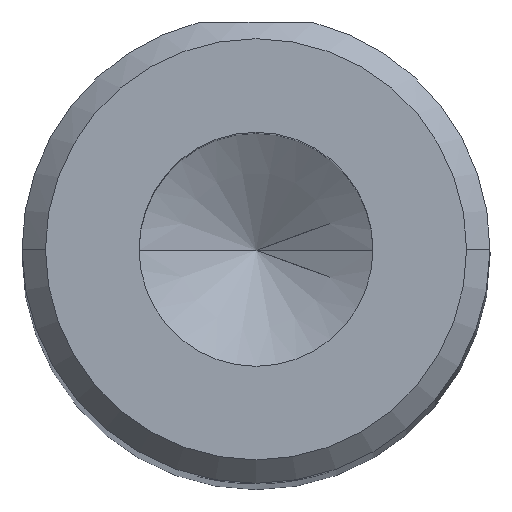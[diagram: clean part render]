
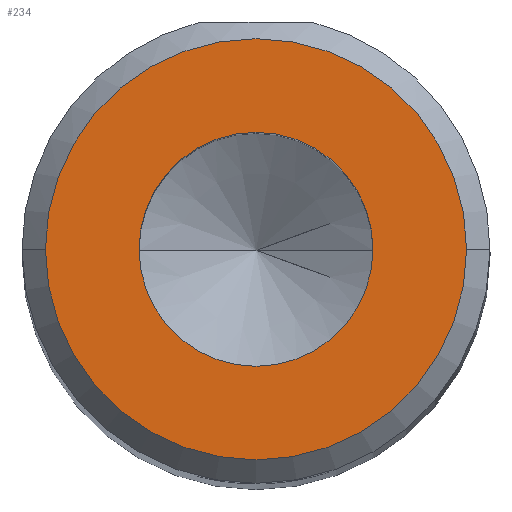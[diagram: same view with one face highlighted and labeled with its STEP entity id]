
A CAD part, top view. The second image highlights one B-rep face of the part: STEP entity #234.
In plain terms, the highlighted planar face has unit normal (0, 0, 1).
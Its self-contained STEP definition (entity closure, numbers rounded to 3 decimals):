
#146 = AXIS2_PLACEMENT_3D ( 'NONE', #945, #385, #1050 ) ;
#161 = AXIS2_PLACEMENT_3D ( 'NONE', #575, #1246, #666 ) ;
#166 = CARTESIAN_POINT ( 'NONE',  ( -4.5, 0., 40. ) ) ;
#181 = VERTEX_POINT ( 'NONE', #913 ) ;
#206 = AXIS2_PLACEMENT_3D ( 'NONE', #509, #1171, #596 ) ;
#234 = ADVANCED_FACE ( 'NONE', ( #532, #1262 ), #260, .T. ) ;
#260 = PLANE ( 'NONE',  #412 ) ;
#320 = CARTESIAN_POINT ( 'NONE',  ( 0., 0., 40. ) ) ;
#359 = CARTESIAN_POINT ( 'NONE',  ( 0., 0., 40. ) ) ;
#385 = DIRECTION ( 'NONE',  ( 0., 0., 1. ) ) ;
#392 = CIRCLE ( 'NONE', #146, 4.5 ) ;
#402 = AXIS2_PLACEMENT_3D ( 'NONE', #320, #979, #416 ) ;
#412 = AXIS2_PLACEMENT_3D ( 'NONE', #359, #1216, #636 ) ;
#416 = DIRECTION ( 'NONE',  ( 1., 0., 0. ) ) ;
#422 = VERTEX_POINT ( 'NONE', #166 ) ;
#457 = CIRCLE ( 'NONE', #206, 4.5 ) ;
#509 = CARTESIAN_POINT ( 'NONE',  ( 0., 0., 40. ) ) ;
#532 = FACE_OUTER_BOUND ( 'NONE', #545, .T. ) ;
#545 = EDGE_LOOP ( 'NONE', ( #796, #880 ) ) ;
#575 = CARTESIAN_POINT ( 'NONE',  ( 0., 0., 40. ) ) ;
#596 = DIRECTION ( 'NONE',  ( 1., 0., 0. ) ) ;
#636 = DIRECTION ( 'NONE',  ( 1., 0., 0. ) ) ;
#666 = DIRECTION ( 'NONE',  ( 1., 0., 0. ) ) ;
#695 = EDGE_LOOP ( 'NONE', ( #1229, #1154 ) ) ;
#783 = EDGE_CURVE ( 'NONE', #181, #971, #1148, .T. ) ;
#790 = EDGE_CURVE ( 'NONE', #1108, #422, #392, .T. ) ;
#796 = ORIENTED_EDGE ( 'NONE', *, *, #1095, .T. ) ;
#880 = ORIENTED_EDGE ( 'NONE', *, *, #790, .T. ) ;
#913 = CARTESIAN_POINT ( 'NONE',  ( -2.5, 0., 40. ) ) ;
#920 = CIRCLE ( 'NONE', #402, 2.5 ) ;
#945 = CARTESIAN_POINT ( 'NONE',  ( 0., 0., 40. ) ) ;
#971 = VERTEX_POINT ( 'NONE', #992 ) ;
#979 = DIRECTION ( 'NONE',  ( 0., 0., 1. ) ) ;
#992 = CARTESIAN_POINT ( 'NONE',  ( 2.5, 0., 40. ) ) ;
#1050 = DIRECTION ( 'NONE',  ( 1., 0., 0. ) ) ;
#1095 = EDGE_CURVE ( 'NONE', #422, #1108, #457, .T. ) ;
#1103 = EDGE_CURVE ( 'NONE', #971, #181, #920, .T. ) ;
#1108 = VERTEX_POINT ( 'NONE', #1175 ) ;
#1148 = CIRCLE ( 'NONE', #161, 2.5 ) ;
#1154 = ORIENTED_EDGE ( 'NONE', *, *, #783, .F. ) ;
#1171 = DIRECTION ( 'NONE',  ( 0., 0., 1. ) ) ;
#1175 = CARTESIAN_POINT ( 'NONE',  ( 4.5, 0., 40. ) ) ;
#1216 = DIRECTION ( 'NONE',  ( 0., 0., 1. ) ) ;
#1229 = ORIENTED_EDGE ( 'NONE', *, *, #1103, .F. ) ;
#1246 = DIRECTION ( 'NONE',  ( 0., 0., 1. ) ) ;
#1262 = FACE_BOUND ( 'NONE', #695, .T. ) ;
